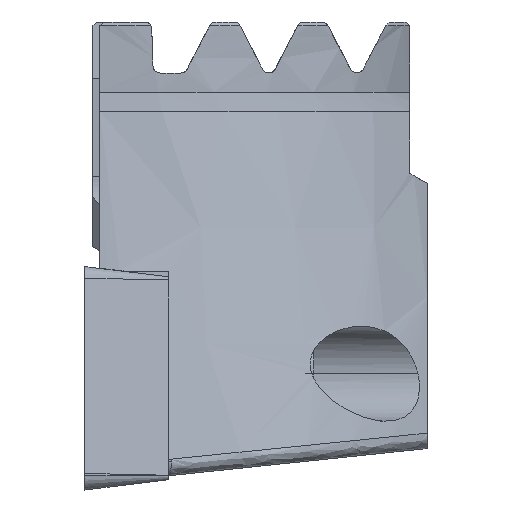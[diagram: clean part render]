
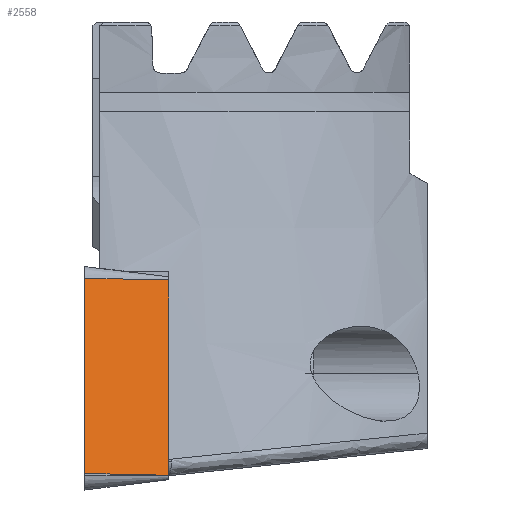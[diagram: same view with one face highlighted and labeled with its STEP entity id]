
A CAD part, left-side view. The second image highlights one B-rep face of the part: STEP entity #2558.
In plain terms, the highlighted planar face has unit normal (-0.978, -0.122, 0.172).
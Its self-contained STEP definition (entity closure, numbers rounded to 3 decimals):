
#1072=EDGE_CURVE('NONE',#1718,#1940,#3107,.T.);
#1718=VERTEX_POINT('NONE',#3819);
#1826=VERTEX_POINT('NONE',#3935);
#1940=VERTEX_POINT('NONE',#4062);
#2018=VERTEX_POINT('NONE',#4143);
#2182=EDGE_CURVE('NONE',#1826,#1718,#4326,.T.);
#2398=EDGE_CURVE('NONE',#2018,#1940,#4562,.T.);
#2558=ADVANCED_FACE('NONE',(#4735),#4736,.T.);
#2800=EDGE_CURVE('NONE',#2018,#1826,#5010,.T.);
#3107=LINE('',#5341,#5342);
#3819=CARTESIAN_POINT('',(0.006,0.15,0.469));
#3935=CARTESIAN_POINT('',(0.294,-2.23,0.419));
#4062=CARTESIAN_POINT('',(0.985,0.15,6.019));
#4143=CARTESIAN_POINT('',(1.272,-2.23,5.969));
#4326=LINE('',#8034,#8035);
#4562=LINE('',#8420,#8421);
#4735=FACE_OUTER_BOUND('',#8773,.T.);
#4736=PLANE('',#8774);
#5010=LINE('',#9251,#9252);
#5341=CARTESIAN_POINT('',(0.006,0.15,0.469));
#5342=VECTOR('',#9753,1000.0);
#8034=CARTESIAN_POINT('',(0.006,0.15,0.469));
#8035=VECTOR('',#11144,1000.0);
#8420=CARTESIAN_POINT('',(0.985,0.15,6.019));
#8421=VECTOR('',#11416,1000.0);
#8773=EDGE_LOOP('',(#11594,#11595,#11596,#11597));
#8774=AXIS2_PLACEMENT_3D('',#11598,#11599,#11600);
#9251=CARTESIAN_POINT('',(0.294,-2.23,0.419));
#9252=VECTOR('',#11981,1000.0);
#9753=DIRECTION('',(0.174,0.,0.985));
#11144=DIRECTION('',(-0.12,0.993,0.021));
#11416=DIRECTION('',(-0.12,0.993,0.021));
#11594=ORIENTED_EDGE('',*,*,#2800,.F.);
#11595=ORIENTED_EDGE('',*,*,#2398,.T.);
#11596=ORIENTED_EDGE('',*,*,#1072,.F.);
#11597=ORIENTED_EDGE('',*,*,#2182,.F.);
#11598=CARTESIAN_POINT('',(0.006,0.15,0.469));
#11599=DIRECTION('',(-0.977,-0.122,0.172));
#11600=DIRECTION('',(-0.174,0.,-0.985));
#11981=DIRECTION('',(-0.174,0.,-0.985));
